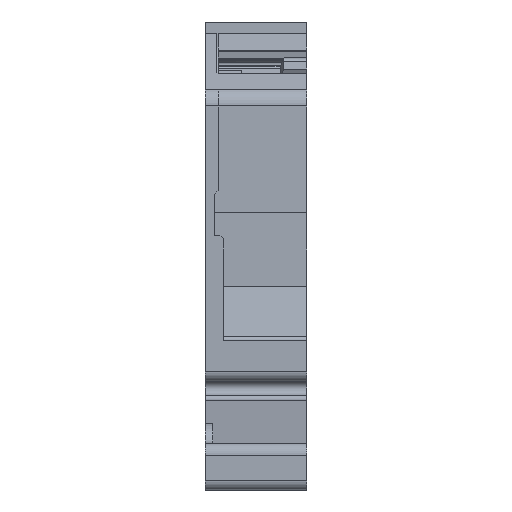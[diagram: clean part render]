
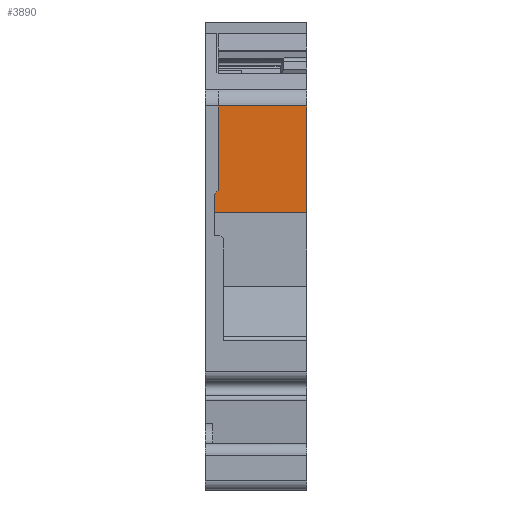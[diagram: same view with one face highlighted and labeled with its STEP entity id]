
A CAD part, front view. The second image highlights one B-rep face of the part: STEP entity #3890.
In plain terms, the highlighted planar face has unit normal (0, -1, 0).
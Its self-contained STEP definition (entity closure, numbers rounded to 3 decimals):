
#3816=AXIS2_PLACEMENT_3D('Plane Axis2P3D',#3813,#3814,#3815) ;
#3568=CARTESIAN_POINT('Vertex',(1.4,2.502,40.923)) ;
#3571=CARTESIAN_POINT('Line Origine',(1.4,2.5,41.099)) ;
#3575=CARTESIAN_POINT('Vertex',(1.4,2.502,41.275)) ;
#3791=CARTESIAN_POINT('Vertex',(1.,2.502,29.799)) ;
#3798=CARTESIAN_POINT('Vertex',(10.95,2.502,29.799)) ;
#3801=CARTESIAN_POINT('Line Origine',(5.975,2.502,29.799)) ;
#3813=CARTESIAN_POINT('Axis2P3D Location',(1.1,2.502,41.575)) ;
#3818=CARTESIAN_POINT('Line Origine',(10.925,2.502,41.275)) ;
#3822=CARTESIAN_POINT('Vertex',(10.9,2.502,41.275)) ;
#3824=CARTESIAN_POINT('Vertex',(10.95,2.502,41.275)) ;
#3827=CARTESIAN_POINT('Line Origine',(6.15,2.502,41.275)) ;
#3832=CARTESIAN_POINT('Line Origine',(1.4,2.502,38.611)) ;
#3836=CARTESIAN_POINT('Vertex',(1.4,2.502,36.299)) ;
#3839=CARTESIAN_POINT('Line Origine',(1.4,2.502,35.13)) ;
#3843=CARTESIAN_POINT('Vertex',(1.4,2.502,33.961)) ;
#3846=CARTESIAN_POINT('Line Origine',(1.4,2.502,33.063)) ;
#3850=CARTESIAN_POINT('Vertex',(1.4,2.502,32.166)) ;
#3853=CARTESIAN_POINT('Line Origine',(1.2,2.502,31.966)) ;
#3857=CARTESIAN_POINT('Vertex',(1.,2.502,31.766)) ;
#3860=CARTESIAN_POINT('Line Origine',(1.,2.502,30.783)) ;
#3865=CARTESIAN_POINT('Line Origine',(10.95,2.502,35.361)) ;
#3869=CARTESIAN_POINT('Vertex',(10.95,2.502,40.923)) ;
#3872=CARTESIAN_POINT('Line Origine',(10.95,2.502,41.099)) ;
#3572=DIRECTION('Vector Direction',(0.,0.,1.)) ;
#3802=DIRECTION('Vector Direction',(-1.,0.,0.)) ;
#3814=DIRECTION('Axis2P3D Direction',(0.,-1.,0.)) ;
#3815=DIRECTION('Axis2P3D XDirection',(0.,0.,-1.)) ;
#3819=DIRECTION('Vector Direction',(1.,0.,0.)) ;
#3828=DIRECTION('Vector Direction',(-1.,0.,0.)) ;
#3833=DIRECTION('Vector Direction',(0.,0.,-1.)) ;
#3840=DIRECTION('Vector Direction',(0.,0.,-1.)) ;
#3847=DIRECTION('Vector Direction',(0.,0.,-1.)) ;
#3854=DIRECTION('Vector Direction',(-0.707,0.,-0.707)) ;
#3861=DIRECTION('Vector Direction',(0.,0.,1.)) ;
#3866=DIRECTION('Vector Direction',(0.,0.,-1.)) ;
#3873=DIRECTION('Vector Direction',(0.,0.,1.)) ;
#3573=VECTOR('Line Direction',#3572,1.) ;
#3803=VECTOR('Line Direction',#3802,1.) ;
#3820=VECTOR('Line Direction',#3819,1.) ;
#3829=VECTOR('Line Direction',#3828,1.) ;
#3834=VECTOR('Line Direction',#3833,1.) ;
#3841=VECTOR('Line Direction',#3840,1.) ;
#3848=VECTOR('Line Direction',#3847,1.) ;
#3855=VECTOR('Line Direction',#3854,1.) ;
#3862=VECTOR('Line Direction',#3861,1.) ;
#3867=VECTOR('Line Direction',#3866,1.) ;
#3874=VECTOR('Line Direction',#3873,1.) ;
#3878=ORIENTED_EDGE('',*,*,#3826,.F.) ;
#3879=ORIENTED_EDGE('',*,*,#3831,.T.) ;
#3880=ORIENTED_EDGE('',*,*,#3577,.T.) ;
#3881=ORIENTED_EDGE('',*,*,#3838,.T.) ;
#3882=ORIENTED_EDGE('',*,*,#3845,.T.) ;
#3883=ORIENTED_EDGE('',*,*,#3852,.T.) ;
#3884=ORIENTED_EDGE('',*,*,#3859,.T.) ;
#3885=ORIENTED_EDGE('',*,*,#3864,.F.) ;
#3886=ORIENTED_EDGE('',*,*,#3805,.F.) ;
#3887=ORIENTED_EDGE('',*,*,#3871,.F.) ;
#3888=ORIENTED_EDGE('',*,*,#3876,.F.) ;
#3890=ADVANCED_FACE('STH4_Current bar_CC618603',(#3889),#3817,.T.) ;
#3577=EDGE_CURVE('',#3576,#3569,#3574,.F.) ;
#3805=EDGE_CURVE('',#3799,#3792,#3804,.T.) ;
#3826=EDGE_CURVE('',#3823,#3825,#3821,.T.) ;
#3831=EDGE_CURVE('',#3823,#3576,#3830,.T.) ;
#3838=EDGE_CURVE('',#3569,#3837,#3835,.T.) ;
#3845=EDGE_CURVE('',#3837,#3844,#3842,.T.) ;
#3852=EDGE_CURVE('',#3844,#3851,#3849,.T.) ;
#3859=EDGE_CURVE('',#3851,#3858,#3856,.T.) ;
#3864=EDGE_CURVE('',#3792,#3858,#3863,.T.) ;
#3871=EDGE_CURVE('',#3870,#3799,#3868,.T.) ;
#3876=EDGE_CURVE('',#3825,#3870,#3875,.F.) ;
#3877=EDGE_LOOP('',(#3878,#3879,#3880,#3881,#3882,#3883,#3884,#3885,#3886,#3887,#3888)) ;
#3889=FACE_OUTER_BOUND('',#3877,.T.) ;
#3574=LINE('Line',#3571,#3573) ;
#3804=LINE('Line',#3801,#3803) ;
#3821=LINE('Line',#3818,#3820) ;
#3830=LINE('Line',#3827,#3829) ;
#3835=LINE('Line',#3832,#3834) ;
#3842=LINE('Line',#3839,#3841) ;
#3849=LINE('Line',#3846,#3848) ;
#3856=LINE('Line',#3853,#3855) ;
#3863=LINE('Line',#3860,#3862) ;
#3868=LINE('Line',#3865,#3867) ;
#3875=LINE('Line',#3872,#3874) ;
#3817=PLANE('',#3816) ;
#3569=VERTEX_POINT('',#3568) ;
#3576=VERTEX_POINT('',#3575) ;
#3792=VERTEX_POINT('',#3791) ;
#3799=VERTEX_POINT('',#3798) ;
#3823=VERTEX_POINT('',#3822) ;
#3825=VERTEX_POINT('',#3824) ;
#3837=VERTEX_POINT('',#3836) ;
#3844=VERTEX_POINT('',#3843) ;
#3851=VERTEX_POINT('',#3850) ;
#3858=VERTEX_POINT('',#3857) ;
#3870=VERTEX_POINT('',#3869) ;
